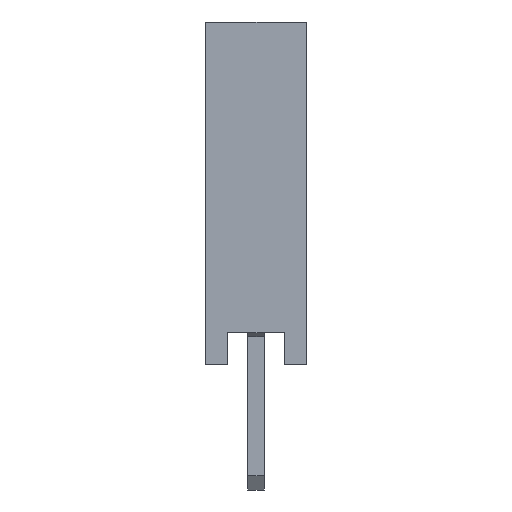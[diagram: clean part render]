
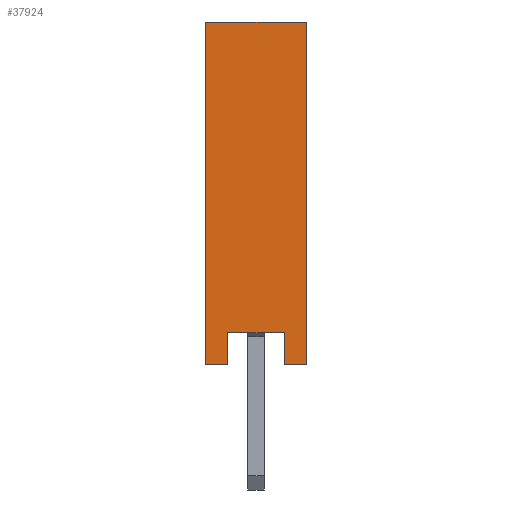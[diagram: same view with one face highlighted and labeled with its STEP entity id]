
A CAD part, left-side view. The second image highlights one B-rep face of the part: STEP entity #37924.
In plain terms, the highlighted planar face has unit normal (-1, 0, 0).
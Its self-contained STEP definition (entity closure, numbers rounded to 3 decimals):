
#5884=ORIENTED_EDGE('',*,*,#11748,.F.);
#5885=ORIENTED_EDGE('',*,*,#11733,.F.);
#5886=ORIENTED_EDGE('',*,*,#11745,.F.);
#5887=ORIENTED_EDGE('',*,*,#11753,.T.);
#5888=ORIENTED_EDGE('',*,*,#11747,.T.);
#5889=ORIENTED_EDGE('',*,*,#11735,.F.);
#5890=ORIENTED_EDGE('',*,*,#11752,.F.);
#5891=ORIENTED_EDGE('',*,*,#11750,.F.);
#11733=EDGE_CURVE('',#14819,#14816,#17929,.T.);
#11735=EDGE_CURVE('',#14820,#14822,#17931,.T.);
#11745=EDGE_CURVE('',#14828,#14819,#17941,.T.);
#11747=EDGE_CURVE('',#14829,#14822,#17943,.T.);
#11748=EDGE_CURVE('',#14816,#14830,#17944,.T.);
#11750=EDGE_CURVE('',#14830,#14831,#17946,.T.);
#11752=EDGE_CURVE('',#14831,#14820,#17948,.T.);
#11753=EDGE_CURVE('',#14828,#14829,#17949,.T.);
#14816=VERTEX_POINT('',#54365);
#14819=VERTEX_POINT('',#54370);
#14820=VERTEX_POINT('',#54374);
#14822=VERTEX_POINT('',#54377);
#14828=VERTEX_POINT('',#54394);
#14829=VERTEX_POINT('',#54398);
#14830=VERTEX_POINT('',#54402);
#14831=VERTEX_POINT('',#54406);
#17929=LINE('',#54371,#21589);
#17931=LINE('',#54376,#21591);
#17941=LINE('',#54395,#21601);
#17943=LINE('',#54399,#21603);
#17944=LINE('',#54401,#21604);
#17946=LINE('',#54405,#21606);
#17948=LINE('',#54409,#21608);
#17949=LINE('',#54411,#21609);
#21589=VECTOR('',#45251,1000.);
#21591=VECTOR('',#45255,1000.);
#21601=VECTOR('',#45269,1000.);
#21603=VECTOR('',#45273,1000.);
#21604=VECTOR('',#45276,1000.);
#21606=VECTOR('',#45280,1000.);
#21608=VECTOR('',#45284,1000.);
#21609=VECTOR('',#45287,1000.);
#23098=EDGE_LOOP('',(#5884,#5885,#5886,#5887,#5888,#5889,#5890,#5891));
#24656=FACE_BOUND('',#23098,.T.);
#26178=PLANE('',#39561);
#37924=ADVANCED_FACE('',(#24656),#26178,.F.);
#39561=AXIS2_PLACEMENT_3D('',#54410,#45285,#45286);
#45251=DIRECTION('',(0.,1.,0.));
#45255=DIRECTION('',(0.,1.,0.));
#45269=DIRECTION('',(0.,0.,-1.));
#45273=DIRECTION('',(0.,0.,-1.));
#45276=DIRECTION('',(0.,0.,1.));
#45280=DIRECTION('',(0.,1.,0.));
#45284=DIRECTION('',(0.,0.,-1.));
#45285=DIRECTION('',(1.,0.,0.));
#45286=DIRECTION('',(0.,0.,-1.));
#45287=DIRECTION('',(0.,1.,0.));
#54365=CARTESIAN_POINT('',(-45.97,-0.7,-4.25));
#54370=CARTESIAN_POINT('',(-45.97,-1.25,-4.25));
#54371=CARTESIAN_POINT('',(-45.97,-1.25,-4.25));
#54374=CARTESIAN_POINT('',(-45.97,0.7,-4.25));
#54376=CARTESIAN_POINT('',(-45.97,-1.25,-4.25));
#54377=CARTESIAN_POINT('',(-45.97,1.25,-4.25));
#54394=CARTESIAN_POINT('',(-45.97,-1.25,4.25));
#54395=CARTESIAN_POINT('',(-45.97,-1.25,4.25));
#54398=CARTESIAN_POINT('',(-45.97,1.25,4.25));
#54399=CARTESIAN_POINT('',(-45.97,1.25,4.25));
#54401=CARTESIAN_POINT('',(-45.97,-0.7,4.25));
#54402=CARTESIAN_POINT('',(-45.97,-0.7,-3.45));
#54405=CARTESIAN_POINT('',(-45.97,-1.25,-3.45));
#54406=CARTESIAN_POINT('',(-45.97,0.7,-3.45));
#54409=CARTESIAN_POINT('',(-45.97,0.7,4.25));
#54410=CARTESIAN_POINT('',(-45.97,-1.25,4.25));
#54411=CARTESIAN_POINT('',(-45.97,-1.25,4.25));
